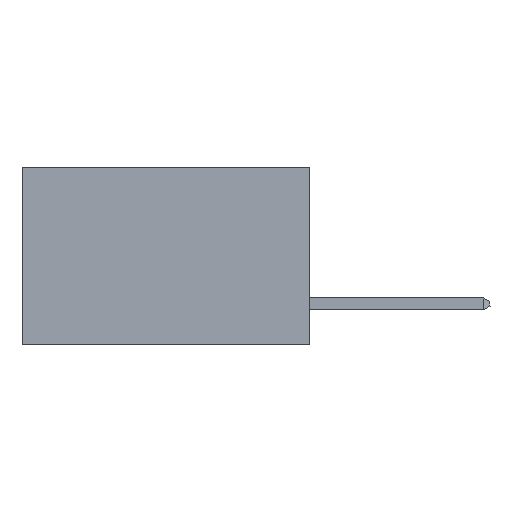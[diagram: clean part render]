
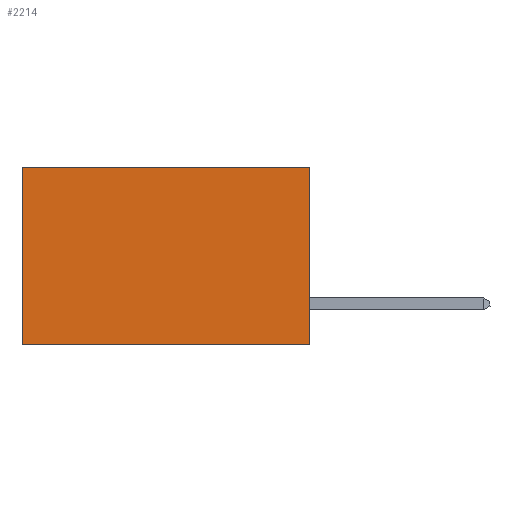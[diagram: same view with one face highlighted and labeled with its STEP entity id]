
A CAD part, left-side view. The second image highlights one B-rep face of the part: STEP entity #2214.
In plain terms, the highlighted planar face has unit normal (-1, 0, 0).
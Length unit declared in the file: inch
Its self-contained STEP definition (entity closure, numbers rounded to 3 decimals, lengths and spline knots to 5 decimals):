
#108 = EDGE_CURVE ( 'NONE', #5585, #6674, #9951, .T. ) ;
#230 = CARTESIAN_POINT ( 'NONE',  ( 0.2875, 0., 0. ) ) ;
#1977 = CARTESIAN_POINT ( 'NONE',  ( 0.2875, 0., 0. ) ) ;
#2214 = ADVANCED_FACE ( 'NONE', ( #4512 ), #10614, .F. ) ;
#2739 = LINE ( 'NONE', #10485, #7022 ) ;
#3069 = LINE ( 'NONE', #230, #7324 ) ;
#3435 = ORIENTED_EDGE ( 'NONE', *, *, #10904, .T. ) ;
#3914 = VECTOR ( 'NONE', #4691, 39.37008 ) ;
#3998 = DIRECTION ( 'NONE',  ( 0., 0., -1. ) ) ;
#4137 = DIRECTION ( 'NONE',  ( 0., 0., -1. ) ) ;
#4512 = FACE_OUTER_BOUND ( 'NONE', #5807, .T. ) ;
#4648 = ORIENTED_EDGE ( 'NONE', *, *, #9596, .T. ) ;
#4654 = CARTESIAN_POINT ( 'NONE',  ( 0.2875, 0., -0.37 ) ) ;
#4691 = DIRECTION ( 'NONE',  ( 0., 1., 0. ) ) ;
#4748 = ORIENTED_EDGE ( 'NONE', *, *, #108, .F. ) ;
#4799 = DIRECTION ( 'NONE',  ( 0., 1., 0. ) ) ;
#4861 = VERTEX_POINT ( 'NONE', #1977 ) ;
#5281 = CARTESIAN_POINT ( 'NONE',  ( 0.2875, 0., 0. ) ) ;
#5585 = VERTEX_POINT ( 'NONE', #8483 ) ;
#5589 = VECTOR ( 'NONE', #4799, 39.37008 ) ;
#5807 = EDGE_LOOP ( 'NONE', ( #3435, #4748, #8965, #4648 ) ) ;
#5884 = LINE ( 'NONE', #8949, #5589 ) ;
#5961 = CARTESIAN_POINT ( 'NONE',  ( 0.2875, 0.6, -0.37 ) ) ;
#5968 = CARTESIAN_POINT ( 'NONE',  ( 0.2875, 0.6, 0. ) ) ;
#6447 = EDGE_CURVE ( 'NONE', #4861, #5585, #3069, .T. ) ;
#6674 = VERTEX_POINT ( 'NONE', #5961 ) ;
#7022 = VECTOR ( 'NONE', #3998, 39.37008 ) ;
#7324 = VECTOR ( 'NONE', #9715, 39.37008 ) ;
#8199 = AXIS2_PLACEMENT_3D ( 'NONE', #5281, #9971, #4137 ) ;
#8483 = CARTESIAN_POINT ( 'NONE',  ( 0.2875, 0., -0.37 ) ) ;
#8949 = CARTESIAN_POINT ( 'NONE',  ( 0.2875, 0., 0. ) ) ;
#8965 = ORIENTED_EDGE ( 'NONE', *, *, #6447, .F. ) ;
#9596 = EDGE_CURVE ( 'NONE', #4861, #9819, #5884, .T. ) ;
#9715 = DIRECTION ( 'NONE',  ( 0., 0., -1. ) ) ;
#9819 = VERTEX_POINT ( 'NONE', #5968 ) ;
#9951 = LINE ( 'NONE', #4654, #3914 ) ;
#9971 = DIRECTION ( 'NONE',  ( 1., 0., 0. ) ) ;
#10485 = CARTESIAN_POINT ( 'NONE',  ( 0.2875, 0.6, 0. ) ) ;
#10614 = PLANE ( 'NONE',  #8199 ) ;
#10904 = EDGE_CURVE ( 'NONE', #9819, #6674, #2739, .T. ) ;
